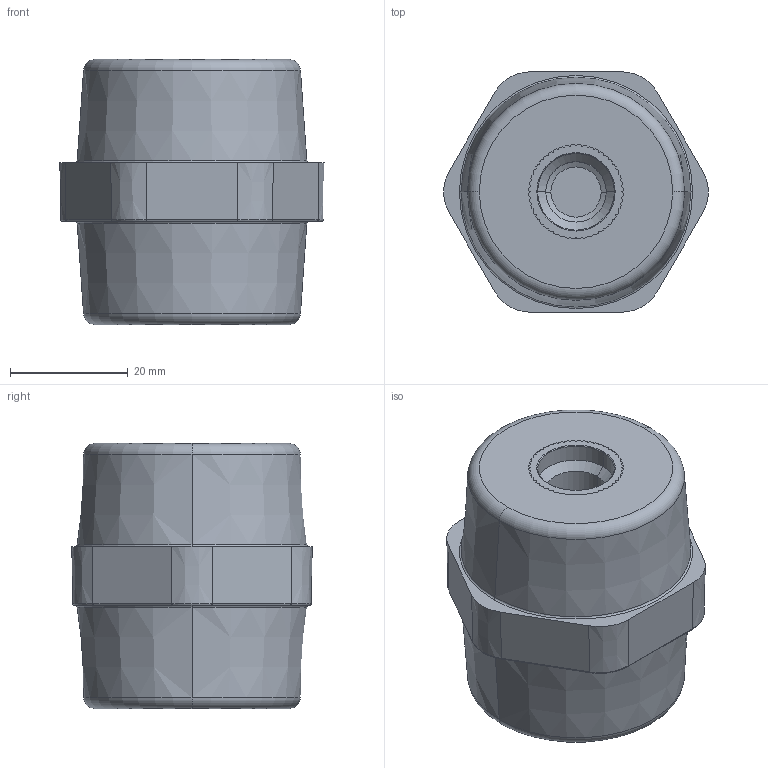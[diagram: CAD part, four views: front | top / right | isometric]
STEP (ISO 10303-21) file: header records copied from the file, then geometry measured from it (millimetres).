
FILE_DESCRIPTION (( 'STEP AP214' ), '1' );
FILE_NAME ('YIS11-45-12-K05 Èçîëÿòîð îïîðíûé SM45 (Ì12) IEK.STEP', '2024-06-18T09:30:14', ( '' ), ( '' ), 'SwSTEP 2.0', 'SolidWorks 2022', '' );
FILE_SCHEMA (( 'AUTOMOTIVE_DESIGN' ));
Length unit declared in the file: millimetre
Products named in the file (4): MH-45_002_01_IZOLJATOR_OPORN.stp; YIS11-45-12-K05 Изолятор опорный SM45 (М12) IEK; M12X20XD16_GAIKA_ZAKLADNAJA.stp; mh-45-002_izol_oporn_m12x20xd16_asm.stp
Assembly tree (4 placements, depth 3):
  YIS11-45-12-K05 Изолятор опорный SM45 (М12) IEK
    mh-45-002_izol_oporn_m12x20xd16_asm.stp
      MH-45_002_01_IZOLJATOR_OPORN.stp
      M12X20XD16_GAIKA_ZAKLADNAJA.stp  x2
Bounding box: 44.95 x 40.8 x 45 mm (x, y, z)
Volume: 49810.1 mm3; surface area: 14415.7 mm2
Topology: 3 solids, 3 shells, 2412 faces, 7116 edges, 4732 vertices
Faces by surface type: plane 1186, cylinder 1182, torus 22, cone 22
Entity records: 65386 total; most frequent: CARTESIAN_POINT 16059, ORIENTED_EDGE 10696, DIRECTION 10238, EDGE_CURVE 5348, VERTEX_POINT 3556, AXIS2_PLACEMENT_3D 3507, LINE 3224, VECTOR 3224
